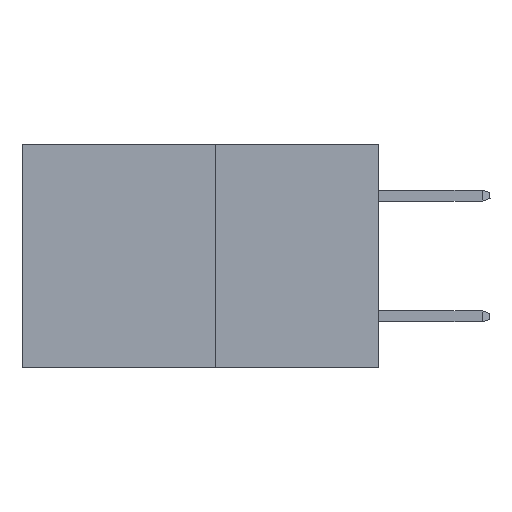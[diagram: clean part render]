
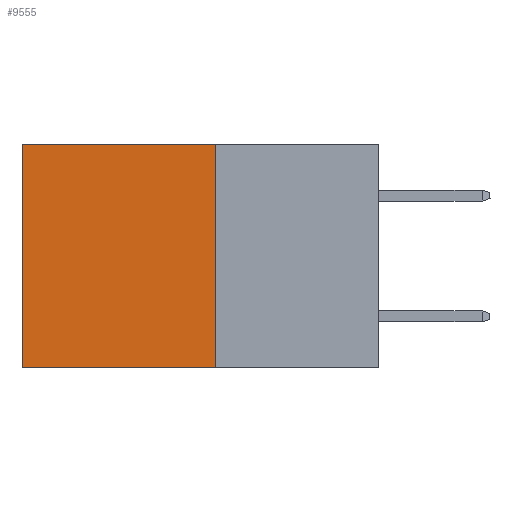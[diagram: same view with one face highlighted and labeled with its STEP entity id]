
A CAD part, left-side view. The second image highlights one B-rep face of the part: STEP entity #9555.
In plain terms, the highlighted planar face has unit normal (-1, 0, 0).
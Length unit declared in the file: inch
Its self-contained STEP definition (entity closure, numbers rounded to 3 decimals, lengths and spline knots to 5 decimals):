
#141 = ORIENTED_EDGE ( 'NONE', *, *, #11511, .F. ) ;
#190 = DIRECTION ( 'NONE',  ( 0., 1., 0. ) ) ;
#505 = DIRECTION ( 'NONE',  ( 1., 0., 0. ) ) ;
#801 = VERTEX_POINT ( 'NONE', #6638 ) ;
#843 = ORIENTED_EDGE ( 'NONE', *, *, #11099, .T. ) ;
#949 = EDGE_CURVE ( 'NONE', #2482, #7516, #13076, .T. ) ;
#1534 = EDGE_LOOP ( 'NONE', ( #843, #141, #3074, #3734 ) ) ;
#2014 = CARTESIAN_POINT ( 'NONE',  ( 0.277, 0.27, -0.37 ) ) ;
#2118 = LINE ( 'NONE', #7784, #4391 ) ;
#2482 = VERTEX_POINT ( 'NONE', #10035 ) ;
#3074 = ORIENTED_EDGE ( 'NONE', *, *, #12014, .F. ) ;
#3186 = VECTOR ( 'NONE', #190, 39.37008 ) ;
#3424 = DIRECTION ( 'NONE',  ( 0., 0., -1. ) ) ;
#3456 = CARTESIAN_POINT ( 'NONE',  ( 0.277, 0.27, -0.37 ) ) ;
#3536 = DIRECTION ( 'NONE',  ( 0., 0., -1. ) ) ;
#3721 = LINE ( 'NONE', #11041, #7105 ) ;
#3734 = ORIENTED_EDGE ( 'NONE', *, *, #949, .T. ) ;
#4391 = VECTOR ( 'NONE', #7785, 39.37008 ) ;
#5303 = CARTESIAN_POINT ( 'NONE',  ( 0.277, 0.59, 0. ) ) ;
#6561 = VECTOR ( 'NONE', #3424, 39.37008 ) ;
#6638 = CARTESIAN_POINT ( 'NONE',  ( 0.277, 0.59, -0.37 ) ) ;
#7105 = VECTOR ( 'NONE', #11023, 39.37008 ) ;
#7516 = VERTEX_POINT ( 'NONE', #5303 ) ;
#7784 = CARTESIAN_POINT ( 'NONE',  ( 0.277, 0.27, -0.37 ) ) ;
#7785 = DIRECTION ( 'NONE',  ( 0., 1., 0. ) ) ;
#8561 = CARTESIAN_POINT ( 'NONE',  ( 0.277, 0.27, 0. ) ) ;
#8754 = CARTESIAN_POINT ( 'NONE',  ( 0.277, 0.27, -0.37 ) ) ;
#9555 = ADVANCED_FACE ( 'NONE', ( #9585 ), #12376, .F. ) ;
#9585 = FACE_OUTER_BOUND ( 'NONE', #1534, .T. ) ;
#10035 = CARTESIAN_POINT ( 'NONE',  ( 0.277, 0.27, 0. ) ) ;
#11023 = DIRECTION ( 'NONE',  ( 0., 0., -1. ) ) ;
#11041 = CARTESIAN_POINT ( 'NONE',  ( 0.277, 0.59, -0.37 ) ) ;
#11099 = EDGE_CURVE ( 'NONE', #7516, #801, #3721, .T. ) ;
#11407 = VERTEX_POINT ( 'NONE', #8754 ) ;
#11511 = EDGE_CURVE ( 'NONE', #11407, #801, #2118, .T. ) ;
#12014 = EDGE_CURVE ( 'NONE', #2482, #11407, #13428, .T. ) ;
#12376 = PLANE ( 'NONE',  #13282 ) ;
#13076 = LINE ( 'NONE', #8561, #3186 ) ;
#13282 = AXIS2_PLACEMENT_3D ( 'NONE', #2014, #505, #3536 ) ;
#13428 = LINE ( 'NONE', #3456, #6561 ) ;
